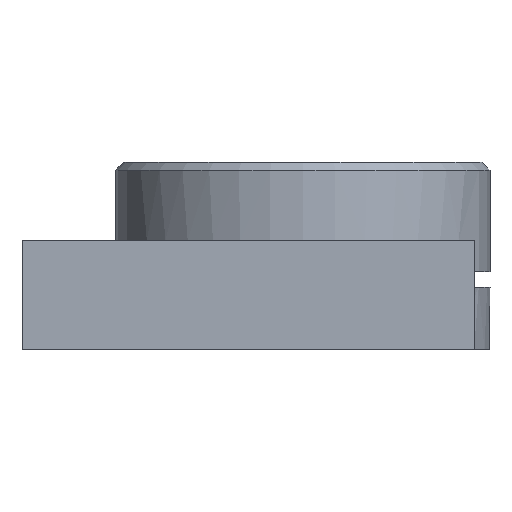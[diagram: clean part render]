
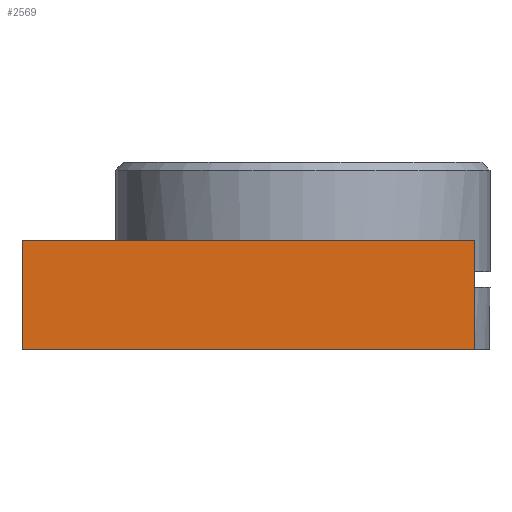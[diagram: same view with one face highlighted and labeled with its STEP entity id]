
A CAD part, front view. The second image highlights one B-rep face of the part: STEP entity #2569.
In plain terms, the highlighted planar face has unit normal (0, -1, 0).
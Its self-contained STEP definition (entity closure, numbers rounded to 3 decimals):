
#308=FACE_OUTER_BOUND('',#451,.T.);
#451=EDGE_LOOP('',(#2223,#2224,#2225,#2226));
#730=LINE('',#4273,#992);
#731=LINE('',#4276,#993);
#732=LINE('',#4278,#994);
#733=LINE('',#4279,#995);
#992=VECTOR('',#3224,10.);
#993=VECTOR('',#3227,10.);
#994=VECTOR('',#3228,10.);
#995=VECTOR('',#3229,10.);
#1235=VERTEX_POINT('',#4269);
#1236=VERTEX_POINT('',#4271);
#1237=VERTEX_POINT('',#4275);
#1238=VERTEX_POINT('',#4277);
#1590=EDGE_CURVE('',#1235,#1236,#730,.T.);
#1591=EDGE_CURVE('',#1235,#1237,#731,.T.);
#1592=EDGE_CURVE('',#1238,#1236,#732,.T.);
#1593=EDGE_CURVE('',#1237,#1238,#733,.T.);
#2223=ORIENTED_EDGE('',*,*,#1591,.F.);
#2224=ORIENTED_EDGE('',*,*,#1590,.T.);
#2225=ORIENTED_EDGE('',*,*,#1592,.F.);
#2226=ORIENTED_EDGE('',*,*,#1593,.F.);
#2442=PLANE('',#2714);
#2569=ADVANCED_FACE('',(#308),#2442,.T.);
#2714=AXIS2_PLACEMENT_3D('',#4274,#3225,#3226);
#3224=DIRECTION('',(0.,0.,1.));
#3225=DIRECTION('center_axis',(0.,-1.,0.));
#3226=DIRECTION('ref_axis',(1.,0.,0.));
#3227=DIRECTION('',(-1.,0.,0.));
#3228=DIRECTION('',(1.,0.,0.));
#3229=DIRECTION('',(0.,0.,1.));
#4269=CARTESIAN_POINT('',(11.,-18.,0.));
#4271=CARTESIAN_POINT('',(11.,-18.,7.));
#4273=CARTESIAN_POINT('',(11.,-18.,0.));
#4274=CARTESIAN_POINT('Origin',(-18.,-18.,0.));
#4275=CARTESIAN_POINT('',(-18.,-18.,0.));
#4276=CARTESIAN_POINT('',(11.,-18.,0.));
#4277=CARTESIAN_POINT('',(-18.,-18.,7.));
#4278=CARTESIAN_POINT('',(11.,-18.,7.));
#4279=CARTESIAN_POINT('',(-18.,-18.,0.));
